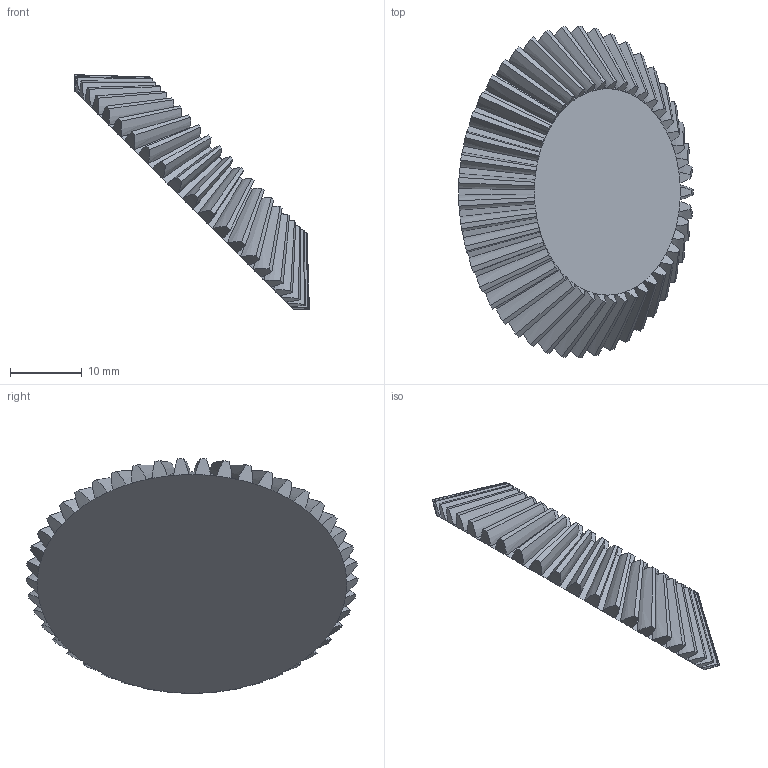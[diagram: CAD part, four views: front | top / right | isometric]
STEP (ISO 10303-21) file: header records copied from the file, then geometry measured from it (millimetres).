
FILE_DESCRIPTION(/* description */ (''),/* implementation_level */ '2;1');
FILE_NAME(/* name */ 'Component2.step',/* time_stamp */ '2024-04-01T21:31:11+02:00',/* author */ (''),/* organization */ (''),/* preprocessor_version */ 'ST-DEVELOPER v20',/* originating_system */ 'Autodesk Translation Framework v12.20.1.177',/* authorisation */ '');
FILE_SCHEMA (('AUTOMOTIVE_DESIGN { 1 0 10303 214 3 1 1 }'));
Length unit declared in the file: millimetre
Products named in the file (1): FusionComponent
Bounding box: 32.82 x 46.41 x 32.8 mm (x, y, z)
Volume: 9244.2 mm3; surface area: 4910.1 mm2
Topology: 1 solids, 1 shells, 272 faces, 675 edges, 405 vertices
Faces by surface type: cone 135, bspline 135, plane 2
Entity records: 11352 total; most frequent: CARTESIAN_POINT 6168, ORIENTED_EDGE 1350, EDGE_CURVE 675, DIRECTION 636, B_SPLINE_CURVE_WITH_KNOTS 495, VERTEX_POINT 405, AXIS2_PLACEMENT_3D 318, FACE_OUTER_BOUND 272
